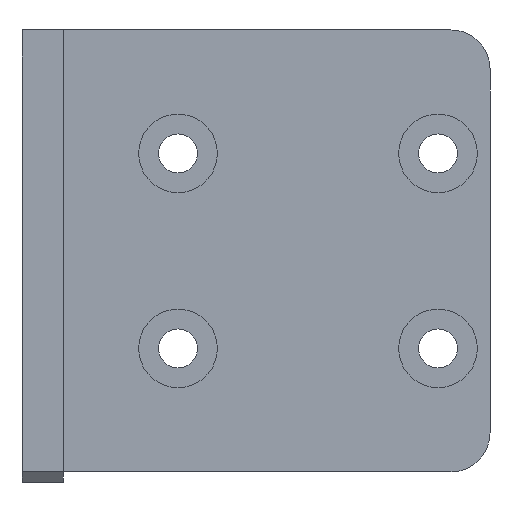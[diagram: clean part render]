
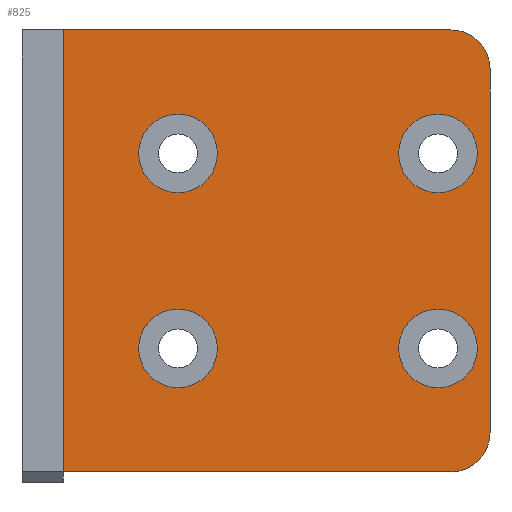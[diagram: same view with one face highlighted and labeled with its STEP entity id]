
A CAD part, front view. The second image highlights one B-rep face of the part: STEP entity #825.
In plain terms, the highlighted planar face has unit normal (0, -1, 0).
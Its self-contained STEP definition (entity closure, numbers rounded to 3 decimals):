
#40=FACE_BOUND('',#149,.T.);
#41=FACE_BOUND('',#150,.T.);
#42=FACE_BOUND('',#151,.T.);
#43=FACE_BOUND('',#152,.T.);
#58=CIRCLE('',#891,3.);
#59=CIRCLE('',#892,3.);
#60=CIRCLE('',#893,3.025);
#61=CIRCLE('',#894,3.025);
#62=CIRCLE('',#895,3.025);
#63=CIRCLE('',#896,3.025);
#99=FACE_OUTER_BOUND('',#148,.T.);
#148=EDGE_LOOP('',(#566,#567,#568,#569,#570,#571));
#149=EDGE_LOOP('',(#572));
#150=EDGE_LOOP('',(#573));
#151=EDGE_LOOP('',(#574));
#152=EDGE_LOOP('',(#575));
#216=LINE('',#1245,#292);
#219=LINE('',#1251,#295);
#220=LINE('',#1255,#296);
#221=LINE('',#1258,#297);
#292=VECTOR('',#985,10.);
#295=VECTOR('',#990,1000.);
#296=VECTOR('',#993,1000.);
#297=VECTOR('',#996,1000.);
#368=VERTEX_POINT('',#1242);
#369=VERTEX_POINT('',#1244);
#371=VERTEX_POINT('',#1250);
#372=VERTEX_POINT('',#1252);
#373=VERTEX_POINT('',#1254);
#374=VERTEX_POINT('',#1256);
#375=VERTEX_POINT('',#1259);
#376=VERTEX_POINT('',#1261);
#377=VERTEX_POINT('',#1263);
#378=VERTEX_POINT('',#1265);
#446=EDGE_CURVE('',#369,#368,#216,.T.);
#449=EDGE_CURVE('',#368,#371,#219,.T.);
#450=EDGE_CURVE('',#371,#372,#58,.T.);
#451=EDGE_CURVE('',#372,#373,#220,.T.);
#452=EDGE_CURVE('',#373,#374,#59,.T.);
#453=EDGE_CURVE('',#369,#374,#221,.T.);
#454=EDGE_CURVE('',#375,#375,#60,.T.);
#455=EDGE_CURVE('',#376,#376,#61,.T.);
#456=EDGE_CURVE('',#377,#377,#62,.T.);
#457=EDGE_CURVE('',#378,#378,#63,.T.);
#566=ORIENTED_EDGE('',*,*,#446,.T.);
#567=ORIENTED_EDGE('',*,*,#449,.T.);
#568=ORIENTED_EDGE('',*,*,#450,.T.);
#569=ORIENTED_EDGE('',*,*,#451,.T.);
#570=ORIENTED_EDGE('',*,*,#452,.T.);
#571=ORIENTED_EDGE('',*,*,#453,.F.);
#572=ORIENTED_EDGE('',*,*,#454,.F.);
#573=ORIENTED_EDGE('',*,*,#455,.F.);
#574=ORIENTED_EDGE('',*,*,#456,.F.);
#575=ORIENTED_EDGE('',*,*,#457,.F.);
#796=PLANE('',#890);
#825=ADVANCED_FACE('',(#99,#40,#41,#42,#43),#796,.T.);
#890=AXIS2_PLACEMENT_3D('',#1249,#988,#989);
#891=AXIS2_PLACEMENT_3D('',#1253,#991,#992);
#892=AXIS2_PLACEMENT_3D('',#1257,#994,#995);
#893=AXIS2_PLACEMENT_3D('',#1260,#997,#998);
#894=AXIS2_PLACEMENT_3D('',#1262,#999,#1000);
#895=AXIS2_PLACEMENT_3D('',#1264,#1001,#1002);
#896=AXIS2_PLACEMENT_3D('',#1266,#1003,#1004);
#985=DIRECTION('',(0.,0.,-1.));
#988=DIRECTION('center_axis',(0.,-1.,0.));
#989=DIRECTION('ref_axis',(0.,0.,-1.));
#990=DIRECTION('',(1.,0.,0.));
#991=DIRECTION('center_axis',(0.,-1.,0.));
#992=DIRECTION('ref_axis',(0.,0.,-1.));
#993=DIRECTION('',(0.,0.,1.));
#994=DIRECTION('center_axis',(0.,-1.,0.));
#995=DIRECTION('ref_axis',(0.,0.,-1.));
#996=DIRECTION('',(1.,0.,0.));
#997=DIRECTION('center_axis',(0.,-1.,0.));
#998=DIRECTION('ref_axis',(0.,0.,-1.));
#999=DIRECTION('center_axis',(0.,-1.,0.));
#1000=DIRECTION('ref_axis',(0.,0.,-1.));
#1001=DIRECTION('center_axis',(0.,-1.,0.));
#1002=DIRECTION('ref_axis',(0.,0.,-1.));
#1003=DIRECTION('center_axis',(0.,-1.,0.));
#1004=DIRECTION('ref_axis',(0.,0.,-1.));
#1242=CARTESIAN_POINT('',(3.2,0.,-17.));
#1244=CARTESIAN_POINT('',(3.2,0.,17.));
#1245=CARTESIAN_POINT('',(3.2,0.,-14.064));
#1249=CARTESIAN_POINT('Origin',(0.,0.,-17.));
#1250=CARTESIAN_POINT('',(33.,0.,-17.));
#1251=CARTESIAN_POINT('',(0.,0.,-17.));
#1252=CARTESIAN_POINT('',(36.,0.,-14.));
#1253=CARTESIAN_POINT('Origin',(33.,0.,-14.));
#1254=CARTESIAN_POINT('',(36.,0.,14.));
#1255=CARTESIAN_POINT('',(36.,0.,-17.));
#1256=CARTESIAN_POINT('',(33.,0.,17.));
#1257=CARTESIAN_POINT('Origin',(33.,0.,14.));
#1258=CARTESIAN_POINT('',(0.,0.,17.));
#1259=CARTESIAN_POINT('',(12.,0.,10.525));
#1260=CARTESIAN_POINT('Origin',(12.,0.,7.5));
#1261=CARTESIAN_POINT('',(32.,0.,-4.475));
#1262=CARTESIAN_POINT('Origin',(32.,0.,-7.5));
#1263=CARTESIAN_POINT('',(12.,0.,-4.475));
#1264=CARTESIAN_POINT('Origin',(12.,0.,-7.5));
#1265=CARTESIAN_POINT('',(32.,0.,10.525));
#1266=CARTESIAN_POINT('Origin',(32.,0.,7.5));
